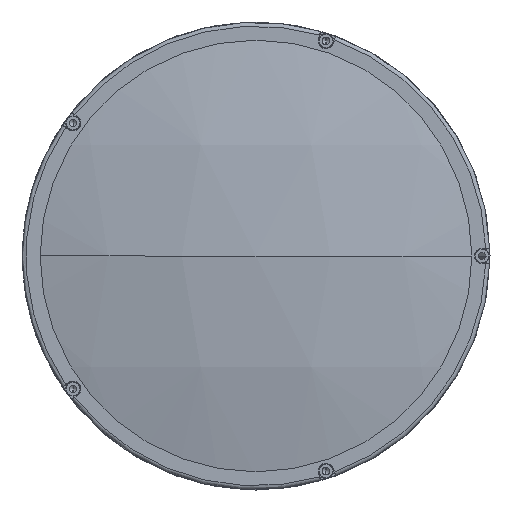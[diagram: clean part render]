
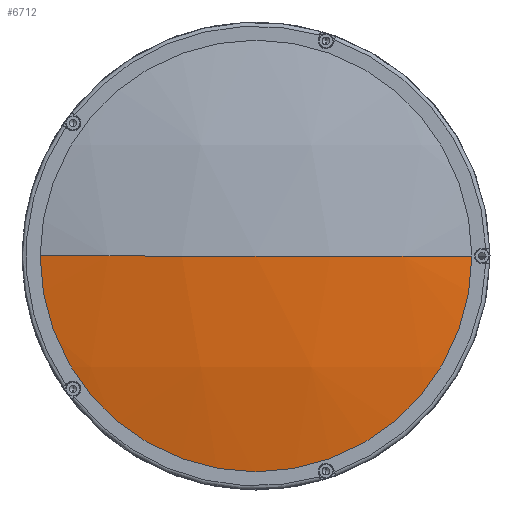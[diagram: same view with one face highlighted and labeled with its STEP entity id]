
A CAD part, left-side view. The second image highlights one B-rep face of the part: STEP entity #6712.
In plain terms, the highlighted spherical face has radius 384 mm.
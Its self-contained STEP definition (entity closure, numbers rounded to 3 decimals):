
#17 = FACE_OUTER_BOUND ( 'NONE', #7078, .T. ) ;
#108 = CARTESIAN_POINT ( 'NONE',  ( 21.37, 0., 0. ) ) ;
#374 = VERTEX_POINT ( 'NONE', #2250 ) ;
#641 = DIRECTION ( 'NONE',  ( 0., 1., 0. ) ) ;
#658 = DIRECTION ( 'NONE',  ( 0., 0., 1. ) ) ;
#1147 = DIRECTION ( 'NONE',  ( 0., 1., 0. ) ) ;
#1546 = AXIS2_PLACEMENT_3D ( 'NONE', #6501, #5493, #641 ) ;
#1999 = SPHERICAL_SURFACE ( 'NONE', #6385, 384. ) ;
#2250 = CARTESIAN_POINT ( 'NONE',  ( -362.63, 0., 0. ) ) ;
#2374 = CIRCLE ( 'NONE', #1546, 384. ) ;
#3272 = CARTESIAN_POINT ( 'NONE',  ( 21.37, 0., 0. ) ) ;
#3634 = AXIS2_PLACEMENT_3D ( 'NONE', #4544, #7154, #658 ) ;
#4544 = CARTESIAN_POINT ( 'NONE',  ( -353.104, 0., 0. ) ) ;
#4594 = DIRECTION ( 'NONE',  ( 0., 0., -1. ) ) ;
#4617 = ORIENTED_EDGE ( 'NONE', *, *, #6236, .T. ) ;
#4782 = EDGE_CURVE ( 'NONE', #5991, #374, #7051, .T. ) ;
#5003 = CIRCLE ( 'NONE', #3634, 85. ) ;
#5033 = ORIENTED_EDGE ( 'NONE', *, *, #8255, .T. ) ;
#5287 = DIRECTION ( 'NONE',  ( 0., -1., 0. ) ) ;
#5491 = CARTESIAN_POINT ( 'NONE',  ( -353.104, -85., 0. ) ) ;
#5493 = DIRECTION ( 'NONE',  ( 0., 0., -1. ) ) ;
#5991 = VERTEX_POINT ( 'NONE', #7619 ) ;
#6044 = VERTEX_POINT ( 'NONE', #5491 ) ;
#6104 = AXIS2_PLACEMENT_3D ( 'NONE', #108, #7246, #5287 ) ;
#6236 = EDGE_CURVE ( 'NONE', #5991, #6044, #5003, .T. ) ;
#6385 = AXIS2_PLACEMENT_3D ( 'NONE', #3272, #4594, #1147 ) ;
#6501 = CARTESIAN_POINT ( 'NONE',  ( 21.37, 0., 0. ) ) ;
#6712 = ADVANCED_FACE ( 'NONE', ( #17 ), #1999, .T. ) ;
#6967 = ORIENTED_EDGE ( 'NONE', *, *, #4782, .F. ) ;
#7051 = CIRCLE ( 'NONE', #6104, 384. ) ;
#7078 = EDGE_LOOP ( 'NONE', ( #4617, #5033, #6967 ) ) ;
#7154 = DIRECTION ( 'NONE',  ( -1., 0., 0. ) ) ;
#7246 = DIRECTION ( 'NONE',  ( 0., 0., 1. ) ) ;
#7619 = CARTESIAN_POINT ( 'NONE',  ( -353.104, 85., 0. ) ) ;
#8255 = EDGE_CURVE ( 'NONE', #6044, #374, #2374, .T. ) ;
